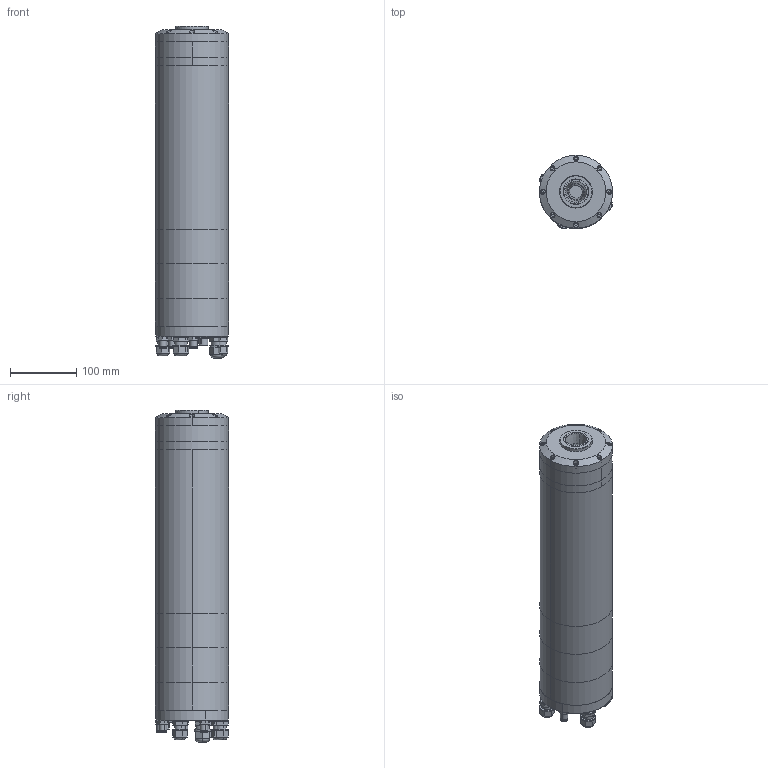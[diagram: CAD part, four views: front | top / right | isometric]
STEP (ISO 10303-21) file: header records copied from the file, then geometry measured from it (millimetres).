
FILE_DESCRIPTION (( 'STEP AP203' ), '1' );
FILE_NAME ('GDC110-30-12Z-3.7.STEP', '2021-11-30T11:42:48', ( 'Sky123.Org' ), ( 'Sky123.Org' ), 'SwSTEP 2.0', 'SolidWorks 2018', '' );
FILE_SCHEMA (( 'CONFIG_CONTROL_DESIGN' ));
Length unit declared in the file: millimetre
Products named in the file (18): 籵蚚M10ァ郲; GDC110-30-12Z-3.7-4; 陓瘍羲壽M12; 苤蝶菜; GDL110綴裔; 苤脣芛; GB／T70．1-2000内六角圆柱头螺钉M6×30(8．8级); GDL110-30-24Z儂褲; GB／T70．1-2000内六角圆柱头螺钉M4×20(8．8级); GDL110-30-24Z气缸1; 萇埭羲壽M16; GDC110-30-12Z-3.7; GDL110-30-24Z气缸2; GDC110-30-12Z-3.7-1; GDL110-30-24Z气缸3; GDC110-30-12Z-3.7-2; GDL110-30-24Z气缸4; GDC110-30-12Z-3.7-3
Assembly tree (34 placements, depth 3):
  GDC110-30-12Z-3.7
    GDL110-30-24Z儂褲
    GDL110-30-24Z气缸1
    GDL110-30-24Z气缸2
    GDL110-30-24Z气缸3
    GDL110綴裔
      GDL110-30-24Z气缸4
      籵蚚M10ァ郲  x5
      陓瘍羲壽M12  x3
    萇埭羲壽M16
    陓瘍羲壽M12
    GDC110-30-12Z-3.7-1
    GDC110-30-12Z-3.7-2
    GDC110-30-12Z-3.7-3
    GDC110-30-12Z-3.7-4
    苤蝶菜
    苤脣芛
    GB／T70．1-2000内六角圆柱头螺钉M6×30(8．8级)  x4
    GB／T70．1-2000内六角圆柱头螺钉M4×20(8．8级)  x8
Bounding box: 110 x 110 x 499.97 mm (x, y, z)
Volume: 4286609.1 mm3; surface area: 366430.7 mm2
Topology: 33 solids, 33 shells, 834 faces, 1858 edges, 1160 vertices
Faces by surface type: plane 401, cylinder 297, cone 70, torus 58, sphere 8
Entity records: 14700 total; most frequent: CARTESIAN_POINT 2507, DIRECTION 2266, ORIENTED_EDGE 1852, EDGE_CURVE 926, AXIS2_PLACEMENT_3D 901, VERTEX_POINT 584, EDGE_LOOP 518, LINE 464
